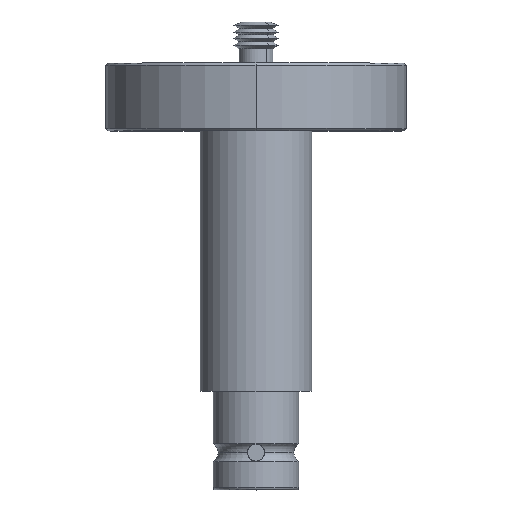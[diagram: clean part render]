
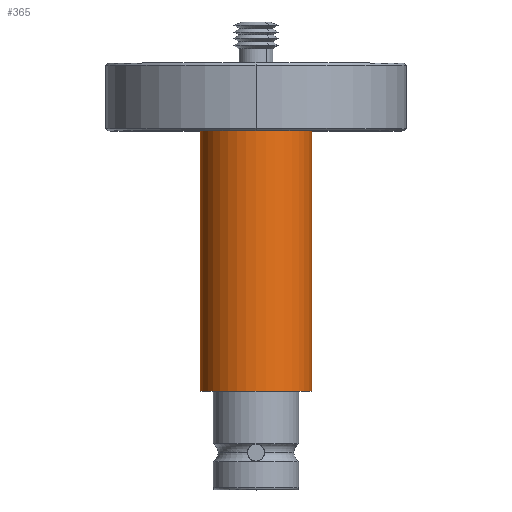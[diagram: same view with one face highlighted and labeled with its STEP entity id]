
A CAD part, top view. The second image highlights one B-rep face of the part: STEP entity #365.
In plain terms, the highlighted cylindrical face has radius 6.287 mm (diameter 12.573 mm), a partial arc.
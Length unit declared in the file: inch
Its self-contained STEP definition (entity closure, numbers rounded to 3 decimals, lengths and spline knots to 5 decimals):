
#120 = DIRECTION ( 'NONE',  ( 0., -1., 0. ) ) ;
#344 = CIRCLE ( 'NONE', #4247, 0.2475 ) ;
#365 = ADVANCED_FACE ( 'NONE', ( #514 ), #3112, .T. ) ;
#374 = VERTEX_POINT ( 'NONE', #4081 ) ;
#514 = FACE_OUTER_BOUND ( 'NONE', #3348, .T. ) ;
#691 = ORIENTED_EDGE ( 'NONE', *, *, #2441, .F. ) ;
#801 = LINE ( 'NONE', #848, #3755 ) ;
#848 = CARTESIAN_POINT ( 'NONE',  ( -0.2475, -3.41859, 0. ) ) ;
#849 = CARTESIAN_POINT ( 'NONE',  ( 0.2475, -3.41859, 0. ) ) ;
#1085 = EDGE_CURVE ( 'NONE', #3081, #374, #344, .T. ) ;
#1336 = DIRECTION ( 'NONE',  ( 0., -1., 0. ) ) ;
#1482 = EDGE_CURVE ( 'NONE', #374, #2248, #4553, .T. ) ;
#1551 = DIRECTION ( 'NONE',  ( -1., 0., 0. ) ) ;
#1629 = DIRECTION ( 'NONE',  ( 0., -1., 0. ) ) ;
#1932 = ORIENTED_EDGE ( 'NONE', *, *, #1482, .F. ) ;
#1982 = DIRECTION ( 'NONE',  ( -1., 0., 0. ) ) ;
#2248 = VERTEX_POINT ( 'NONE', #4769 ) ;
#2405 = VERTEX_POINT ( 'NONE', #2810 ) ;
#2441 = EDGE_CURVE ( 'NONE', #2248, #2405, #3277, .T. ) ;
#2442 = EDGE_CURVE ( 'NONE', #3081, #2405, #801, .T. ) ;
#2548 = CARTESIAN_POINT ( 'NONE',  ( -0.2475, -0.25, 0. ) ) ;
#2582 = ORIENTED_EDGE ( 'NONE', *, *, #1085, .F. ) ;
#2678 = DIRECTION ( 'NONE',  ( 0., -1., 0. ) ) ;
#2810 = CARTESIAN_POINT ( 'NONE',  ( -0.2475, -1.403, 0. ) ) ;
#2880 = AXIS2_PLACEMENT_3D ( 'NONE', #3878, #120, #1551 ) ;
#3059 = VECTOR ( 'NONE', #2678, 39.37008 ) ;
#3078 = DIRECTION ( 'NONE',  ( 0., 1., 0. ) ) ;
#3081 = VERTEX_POINT ( 'NONE', #2548 ) ;
#3112 = CYLINDRICAL_SURFACE ( 'NONE', #4242, 0.2475 ) ;
#3277 = CIRCLE ( 'NONE', #2880, 0.2475 ) ;
#3348 = EDGE_LOOP ( 'NONE', ( #1932, #2582, #3662, #691 ) ) ;
#3662 = ORIENTED_EDGE ( 'NONE', *, *, #2442, .T. ) ;
#3755 = VECTOR ( 'NONE', #1629, 39.37008 ) ;
#3805 = CARTESIAN_POINT ( 'NONE',  ( 0., -0.25, 0. ) ) ;
#3878 = CARTESIAN_POINT ( 'NONE',  ( 0., -1.403, 0. ) ) ;
#4081 = CARTESIAN_POINT ( 'NONE',  ( 0.2475, -0.25, 0. ) ) ;
#4242 = AXIS2_PLACEMENT_3D ( 'NONE', #4695, #1336, #1982 ) ;
#4247 = AXIS2_PLACEMENT_3D ( 'NONE', #3805, #3078, #4634 ) ;
#4553 = LINE ( 'NONE', #849, #3059 ) ;
#4634 = DIRECTION ( 'NONE',  ( 0.609, 0., 0.793 ) ) ;
#4695 = CARTESIAN_POINT ( 'NONE',  ( 0., -3.41859, 0. ) ) ;
#4769 = CARTESIAN_POINT ( 'NONE',  ( 0.2475, -1.403, 0. ) ) ;
